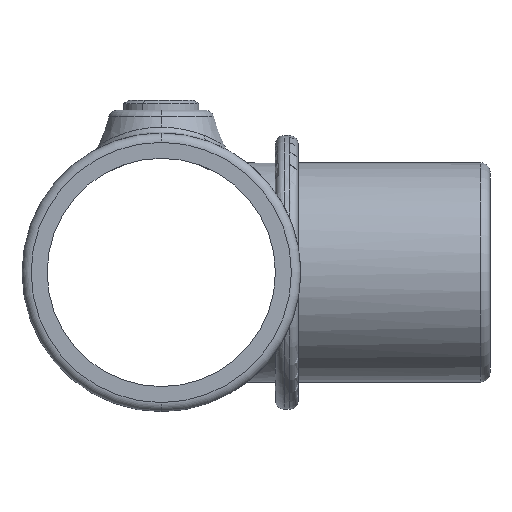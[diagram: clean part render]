
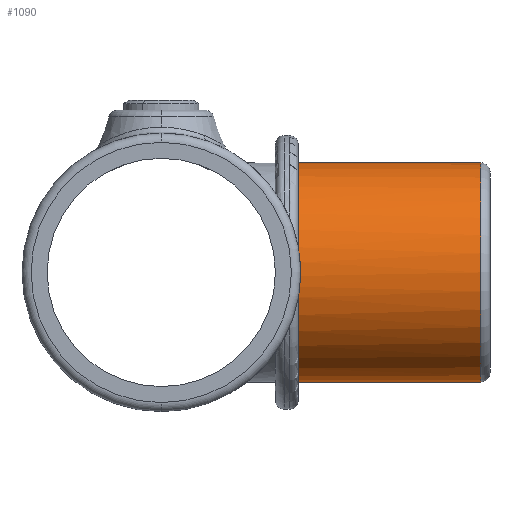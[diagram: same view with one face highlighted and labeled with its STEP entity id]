
A CAD part, left-side view. The second image highlights one B-rep face of the part: STEP entity #1090.
In plain terms, the highlighted cylindrical face has radius 24 mm (diameter 48 mm), a partial arc.
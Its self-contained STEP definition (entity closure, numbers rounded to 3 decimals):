
#32 = CARTESIAN_POINT ( 'NONE',  ( -23.559, -30.154, -4.605 ) ) ;
#57 = AXIS2_PLACEMENT_3D ( 'NONE', #138, #1934, #2715 ) ;
#80 = CARTESIAN_POINT ( 'NONE',  ( 0., 500000., 24. ) ) ;
#85 = AXIS2_PLACEMENT_3D ( 'NONE', #636, #2705, #995 ) ;
#91 = DIRECTION ( 'NONE',  ( 0., -1., 0. ) ) ;
#138 = CARTESIAN_POINT ( 'NONE',  ( 0., -70., 0. ) ) ;
#160 = CARTESIAN_POINT ( 'NONE',  ( -23.361, -30., -5.5 ) ) ;
#201 = CARTESIAN_POINT ( 'NONE',  ( 0., -30., 0. ) ) ;
#215 = CYLINDRICAL_SURFACE ( 'NONE', #85, 24. ) ;
#218 = LINE ( 'NONE', #2704, #2126 ) ;
#247 = CARTESIAN_POINT ( 'NONE',  ( -23.466, -30.082, -5.055 ) ) ;
#264 = AXIS2_PLACEMENT_3D ( 'NONE', #201, #2015, #2883 ) ;
#274 = CARTESIAN_POINT ( 'NONE',  ( -23.947, -30.458, -1.846 ) ) ;
#325 = EDGE_CURVE ( 'NONE', #394, #2253, #218, .T. ) ;
#394 = VERTEX_POINT ( 'NONE', #1169 ) ;
#439 = DIRECTION ( 'NONE',  ( 0., 1., 0. ) ) ;
#534 = CARTESIAN_POINT ( 'NONE',  ( -23.786, -30.332, -3.23 ) ) ;
#585 = CIRCLE ( 'NONE', #57, 24. ) ;
#636 = CARTESIAN_POINT ( 'NONE',  ( 0., 500000., 0. ) ) ;
#696 = EDGE_LOOP ( 'NONE', ( #788, #2740, #2810, #2903, #1017, #924 ) ) ;
#741 = EDGE_CURVE ( 'NONE', #394, #2779, #2843, .T. ) ;
#788 = ORIENTED_EDGE ( 'NONE', *, *, #975, .F. ) ;
#856 = DIRECTION ( 'NONE',  ( 0., -1., 0. ) ) ;
#924 = ORIENTED_EDGE ( 'NONE', *, *, #1027, .T. ) ;
#975 = EDGE_CURVE ( 'NONE', #1495, #2320, #1275, .T. ) ;
#995 = DIRECTION ( 'NONE',  ( 0., 0., -1. ) ) ;
#1017 = ORIENTED_EDGE ( 'NONE', *, *, #325, .T. ) ;
#1027 = EDGE_CURVE ( 'NONE', #2253, #2320, #585, .T. ) ;
#1044 = CARTESIAN_POINT ( 'NONE',  ( -23.947, -30.458, 1.848 ) ) ;
#1080 = CARTESIAN_POINT ( 'NONE',  ( -23.361, -30., 5.5 ) ) ;
#1090 = ADVANCED_FACE ( 'NONE', ( #1835 ), #215, .T. ) ;
#1169 = CARTESIAN_POINT ( 'NONE',  ( 0., -30., -24. ) ) ;
#1242 = EDGE_CURVE ( 'NONE', #1368, #1495, #2171, .T. ) ;
#1275 = LINE ( 'NONE', #80, #2766 ) ;
#1322 = CARTESIAN_POINT ( 'NONE',  ( -23.719, -30.279, -3.692 ) ) ;
#1342 = CARTESIAN_POINT ( 'NONE',  ( 0., -70., 24. ) ) ;
#1368 = VERTEX_POINT ( 'NONE', #1080 ) ;
#1418 = EDGE_CURVE ( 'NONE', #1368, #2779, #2517, .T. ) ;
#1495 = VERTEX_POINT ( 'NONE', #2305 ) ;
#1794 = CARTESIAN_POINT ( 'NONE',  ( -23.718, -30.279, 3.697 ) ) ;
#1818 = CARTESIAN_POINT ( 'NONE',  ( -24., -30.5, -0.924 ) ) ;
#1833 = CARTESIAN_POINT ( 'NONE',  ( -23.466, -30.081, 5.056 ) ) ;
#1835 = FACE_OUTER_BOUND ( 'NONE', #696, .T. ) ;
#1934 = DIRECTION ( 'NONE',  ( 0., 1., 0. ) ) ;
#1948 = AXIS2_PLACEMENT_3D ( 'NONE', #2749, #439, #3241 ) ;
#2015 = DIRECTION ( 'NONE',  ( 0., 1., 0. ) ) ;
#2047 = CARTESIAN_POINT ( 'NONE',  ( -23.361, -30., 5.5 ) ) ;
#2126 = VECTOR ( 'NONE', #91, 1000. ) ;
#2171 = CIRCLE ( 'NONE', #1948, 24. ) ;
#2253 = VERTEX_POINT ( 'NONE', #3062 ) ;
#2292 = CARTESIAN_POINT ( 'NONE',  ( -23.558, -30.154, 4.607 ) ) ;
#2305 = CARTESIAN_POINT ( 'NONE',  ( 0., -30., 24. ) ) ;
#2314 = CARTESIAN_POINT ( 'NONE',  ( -24., -30.5, 0.923 ) ) ;
#2320 = VERTEX_POINT ( 'NONE', #1342 ) ;
#2517 = B_SPLINE_CURVE_WITH_KNOTS ( 'NONE', 3,
 ( #2047, #1833, #2292, #1794, #2572, #1044, #2314, #1818, #274, #534, #1322, #32, #247, #2814 ),
 .UNSPECIFIED., .F., .F.,
 ( 4, 2, 2, 2, 2, 2, 4 ),
 ( 0.114, 0.115, 0.116, 0.119, 0.122, 0.123, 0.125 ),
 .UNSPECIFIED. ) ;
#2572 = CARTESIAN_POINT ( 'NONE',  ( -23.786, -30.332, 3.235 ) ) ;
#2704 = CARTESIAN_POINT ( 'NONE',  ( 0., 500000., -24. ) ) ;
#2705 = DIRECTION ( 'NONE',  ( 0., -1., 0. ) ) ;
#2715 = DIRECTION ( 'NONE',  ( 0., 0., 1. ) ) ;
#2740 = ORIENTED_EDGE ( 'NONE', *, *, #1242, .F. ) ;
#2749 = CARTESIAN_POINT ( 'NONE',  ( 0., -30., 0. ) ) ;
#2766 = VECTOR ( 'NONE', #856, 1000. ) ;
#2779 = VERTEX_POINT ( 'NONE', #160 ) ;
#2810 = ORIENTED_EDGE ( 'NONE', *, *, #1418, .T. ) ;
#2814 = CARTESIAN_POINT ( 'NONE',  ( -23.361, -30., -5.5 ) ) ;
#2843 = CIRCLE ( 'NONE', #264, 24. ) ;
#2883 = DIRECTION ( 'NONE',  ( 0., 0., 1. ) ) ;
#2903 = ORIENTED_EDGE ( 'NONE', *, *, #741, .F. ) ;
#3062 = CARTESIAN_POINT ( 'NONE',  ( 0., -70., -24. ) ) ;
#3241 = DIRECTION ( 'NONE',  ( 0., 0., 1. ) ) ;
